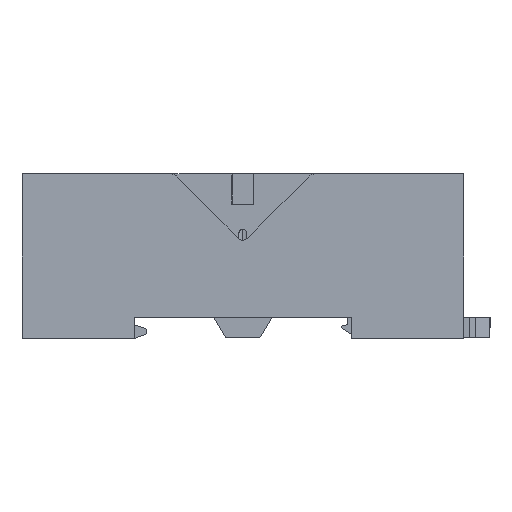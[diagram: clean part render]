
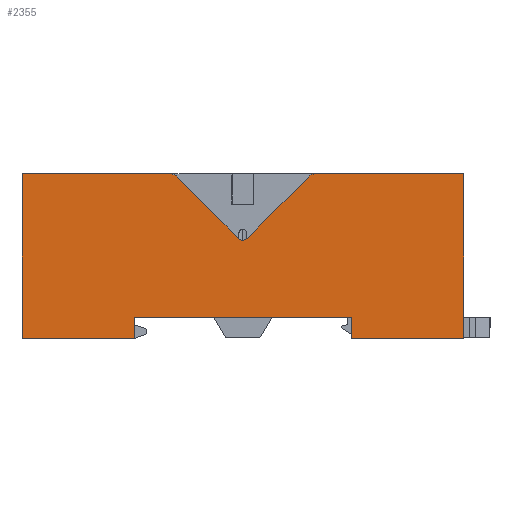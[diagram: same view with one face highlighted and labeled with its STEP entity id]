
A CAD part, left-side view. The second image highlights one B-rep face of the part: STEP entity #2355.
In plain terms, the highlighted planar face has unit normal (-1, 0, 0).
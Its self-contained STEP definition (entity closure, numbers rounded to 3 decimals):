
#1868=AXIS2_PLACEMENT_3D('Circle Axis2P3D',#1866,#1867,$) ;
#2248=AXIS2_PLACEMENT_3D('Plane Axis2P3D',#2245,#2246,#2247) ;
#2310=AXIS2_PLACEMENT_3D('Circle Axis2P3D',#2308,#2309,$) ;
#2324=AXIS2_PLACEMENT_3D('Circle Axis2P3D',#2322,#2323,$) ;
#1866=CARTESIAN_POINT('Axis2P3D Location',(0.,52.632,25.)) ;
#1870=CARTESIAN_POINT('Vertex',(0.,51.214,26.41)) ;
#1872=CARTESIAN_POINT('Vertex',(0.,52.632,27.)) ;
#2245=CARTESIAN_POINT('Axis2P3D Location',(0.,76.7,0.)) ;
#2250=CARTESIAN_POINT('Line Origine',(0.,76.7,13.5)) ;
#2254=CARTESIAN_POINT('Vertex',(0.,76.7,27.)) ;
#2256=CARTESIAN_POINT('Vertex',(0.,76.7,0.)) ;
#2259=CARTESIAN_POINT('Line Origine',(0.,67.5,0.)) ;
#2263=CARTESIAN_POINT('Vertex',(0.,58.3,0.)) ;
#2266=CARTESIAN_POINT('Line Origine',(0.,58.3,1.75)) ;
#2270=CARTESIAN_POINT('Vertex',(0.,58.3,3.5)) ;
#2273=CARTESIAN_POINT('Line Origine',(0.,40.5,3.5)) ;
#2277=CARTESIAN_POINT('Vertex',(0.,22.7,3.5)) ;
#2280=CARTESIAN_POINT('Line Origine',(0.,22.7,1.75)) ;
#2284=CARTESIAN_POINT('Vertex',(0.,22.7,0.)) ;
#2287=CARTESIAN_POINT('Line Origine',(0.,13.5,0.)) ;
#2291=CARTESIAN_POINT('Vertex',(0.,4.3,0.)) ;
#2294=CARTESIAN_POINT('Line Origine',(0.,4.3,13.5)) ;
#2298=CARTESIAN_POINT('Vertex',(0.,4.3,27.)) ;
#2301=CARTESIAN_POINT('Line Origine',(0.,16.334,27.)) ;
#2305=CARTESIAN_POINT('Vertex',(0.,28.368,27.)) ;
#2308=CARTESIAN_POINT('Axis2P3D Location',(0.,28.368,25.)) ;
#2312=CARTESIAN_POINT('Vertex',(0.,29.786,26.41)) ;
#2315=CARTESIAN_POINT('Line Origine',(0.,34.753,21.417)) ;
#2319=CARTESIAN_POINT('Vertex',(0.,39.72,16.424)) ;
#2322=CARTESIAN_POINT('Axis2P3D Location',(0.,40.5,17.2)) ;
#2326=CARTESIAN_POINT('Vertex',(0.,41.28,16.424)) ;
#2329=CARTESIAN_POINT('Line Origine',(0.,46.247,21.417)) ;
#2334=CARTESIAN_POINT('Line Origine',(0.,64.666,27.)) ;
#1867=DIRECTION('Axis2P3D Direction',(-1.,0.,0.)) ;
#2246=DIRECTION('Axis2P3D Direction',(1.,0.,0.)) ;
#2247=DIRECTION('Axis2P3D XDirection',(0.,-1.,0.)) ;
#2251=DIRECTION('Vector Direction',(0.,0.,1.)) ;
#2260=DIRECTION('Vector Direction',(0.,1.,0.)) ;
#2267=DIRECTION('Vector Direction',(0.,0.,-1.)) ;
#2274=DIRECTION('Vector Direction',(0.,1.,0.)) ;
#2281=DIRECTION('Vector Direction',(0.,0.,1.)) ;
#2288=DIRECTION('Vector Direction',(0.,1.,0.)) ;
#2295=DIRECTION('Vector Direction',(0.,0.,-1.)) ;
#2302=DIRECTION('Vector Direction',(0.,1.,0.)) ;
#2309=DIRECTION('Axis2P3D Direction',(1.,0.,0.)) ;
#2316=DIRECTION('Vector Direction',(0.,-0.705,0.709)) ;
#2323=DIRECTION('Axis2P3D Direction',(1.,0.,0.)) ;
#2330=DIRECTION('Vector Direction',(0.,-0.705,-0.709)) ;
#2335=DIRECTION('Vector Direction',(0.,1.,0.)) ;
#2252=VECTOR('Line Direction',#2251,1.) ;
#2261=VECTOR('Line Direction',#2260,1.) ;
#2268=VECTOR('Line Direction',#2267,1.) ;
#2275=VECTOR('Line Direction',#2274,1.) ;
#2282=VECTOR('Line Direction',#2281,1.) ;
#2289=VECTOR('Line Direction',#2288,1.) ;
#2296=VECTOR('Line Direction',#2295,1.) ;
#2303=VECTOR('Line Direction',#2302,1.) ;
#2317=VECTOR('Line Direction',#2316,1.) ;
#2331=VECTOR('Line Direction',#2330,1.) ;
#2336=VECTOR('Line Direction',#2335,1.) ;
#2340=ORIENTED_EDGE('',*,*,#2258,.T.) ;
#2341=ORIENTED_EDGE('',*,*,#2265,.F.) ;
#2342=ORIENTED_EDGE('',*,*,#2272,.T.) ;
#2343=ORIENTED_EDGE('',*,*,#2279,.F.) ;
#2344=ORIENTED_EDGE('',*,*,#2286,.F.) ;
#2345=ORIENTED_EDGE('',*,*,#2293,.F.) ;
#2346=ORIENTED_EDGE('',*,*,#2300,.T.) ;
#2347=ORIENTED_EDGE('',*,*,#2307,.F.) ;
#2348=ORIENTED_EDGE('',*,*,#2314,.T.) ;
#2349=ORIENTED_EDGE('',*,*,#2321,.T.) ;
#2350=ORIENTED_EDGE('',*,*,#2328,.T.) ;
#2351=ORIENTED_EDGE('',*,*,#2333,.T.) ;
#2352=ORIENTED_EDGE('',*,*,#1874,.T.) ;
#2353=ORIENTED_EDGE('',*,*,#2338,.F.) ;
#2355=ADVANCED_FACE('SOCKEL',(#2354),#2249,.F.) ;
#1869=CIRCLE('generated circle',#1868,2.) ;
#2311=CIRCLE('generated circle',#2310,2.) ;
#2325=CIRCLE('generated circle',#2324,1.1) ;
#1874=EDGE_CURVE('',#1871,#1873,#1869,.T.) ;
#2258=EDGE_CURVE('',#2255,#2257,#2253,.F.) ;
#2265=EDGE_CURVE('',#2264,#2257,#2262,.T.) ;
#2272=EDGE_CURVE('',#2264,#2271,#2269,.F.) ;
#2279=EDGE_CURVE('',#2278,#2271,#2276,.T.) ;
#2286=EDGE_CURVE('',#2285,#2278,#2283,.T.) ;
#2293=EDGE_CURVE('',#2292,#2285,#2290,.T.) ;
#2300=EDGE_CURVE('',#2292,#2299,#2297,.F.) ;
#2307=EDGE_CURVE('',#2306,#2299,#2304,.F.) ;
#2314=EDGE_CURVE('',#2306,#2313,#2311,.F.) ;
#2321=EDGE_CURVE('',#2313,#2320,#2318,.F.) ;
#2328=EDGE_CURVE('',#2320,#2327,#2325,.T.) ;
#2333=EDGE_CURVE('',#2327,#1871,#2332,.F.) ;
#2338=EDGE_CURVE('',#2255,#1873,#2337,.F.) ;
#2339=EDGE_LOOP('',(#2340,#2341,#2342,#2343,#2344,#2345,#2346,#2347,#2348,#2349,#2350,#2351,#2352,#2353)) ;
#2354=FACE_OUTER_BOUND('',#2339,.T.) ;
#2253=LINE('Line',#2250,#2252) ;
#2262=LINE('Line',#2259,#2261) ;
#2269=LINE('Line',#2266,#2268) ;
#2276=LINE('Line',#2273,#2275) ;
#2283=LINE('Line',#2280,#2282) ;
#2290=LINE('Line',#2287,#2289) ;
#2297=LINE('Line',#2294,#2296) ;
#2304=LINE('Line',#2301,#2303) ;
#2318=LINE('Line',#2315,#2317) ;
#2332=LINE('Line',#2329,#2331) ;
#2337=LINE('Line',#2334,#2336) ;
#2249=PLANE('',#2248) ;
#1871=VERTEX_POINT('',#1870) ;
#1873=VERTEX_POINT('',#1872) ;
#2255=VERTEX_POINT('',#2254) ;
#2257=VERTEX_POINT('',#2256) ;
#2264=VERTEX_POINT('',#2263) ;
#2271=VERTEX_POINT('',#2270) ;
#2278=VERTEX_POINT('',#2277) ;
#2285=VERTEX_POINT('',#2284) ;
#2292=VERTEX_POINT('',#2291) ;
#2299=VERTEX_POINT('',#2298) ;
#2306=VERTEX_POINT('',#2305) ;
#2313=VERTEX_POINT('',#2312) ;
#2320=VERTEX_POINT('',#2319) ;
#2327=VERTEX_POINT('',#2326) ;
